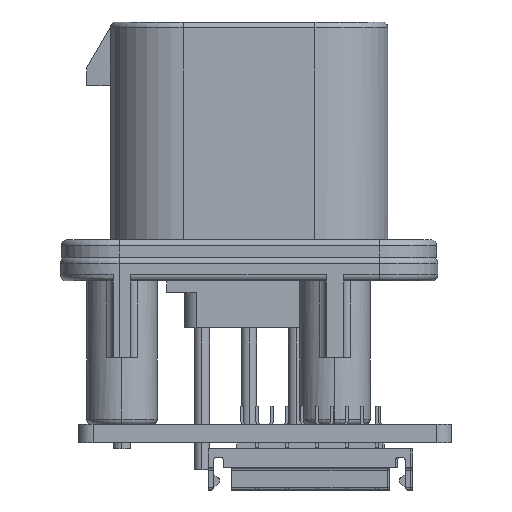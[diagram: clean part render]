
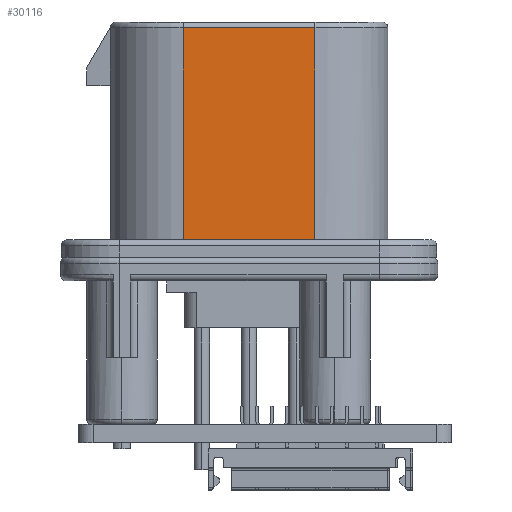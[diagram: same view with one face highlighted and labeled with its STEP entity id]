
A CAD part, left-side view. The second image highlights one B-rep face of the part: STEP entity #30116.
In plain terms, the highlighted planar face has unit normal (-1, 0, 0).
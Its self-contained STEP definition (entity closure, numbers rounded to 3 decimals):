
#29632 = EDGE_CURVE('',#29633,#29635,#29637,.T.);
#29633 = VERTEX_POINT('',#29634);
#29634 = CARTESIAN_POINT('',(-25.674,7.905,14.925));
#29635 = VERTEX_POINT('',#29636);
#29636 = CARTESIAN_POINT('',(-25.674,6.955,14.925));
#29637 = LINE('',#29638,#29639);
#29638 = CARTESIAN_POINT('',(-25.674,7.905,14.925));
#29639 = VECTOR('',#29640,1.);
#29640 = DIRECTION('',(0.,-1.,0.));
#29766 = VERTEX_POINT('',#29767);
#29767 = CARTESIAN_POINT('',(-25.674,-1.695,14.925));
#29774 = EDGE_CURVE('',#29766,#29775,#29777,.T.);
#29775 = VERTEX_POINT('',#29776);
#29776 = CARTESIAN_POINT('',(-25.674,-4.245,14.925));
#29777 = LINE('',#29778,#29779);
#29778 = CARTESIAN_POINT('',(-25.674,-1.695,14.925));
#29779 = VECTOR('',#29780,1.);
#29780 = DIRECTION('',(0.,-1.,0.));
#30116 = ADVANCED_FACE('',(#30117),#30176,.T.);
#30117 = FACE_BOUND('',#30118,.F.);
#30118 = EDGE_LOOP('',(#30119,#30129,#30135,#30136,#30144,#30152,#30163,
    #30169,#30170));
#30119 = ORIENTED_EDGE('',*,*,#30120,.T.);
#30120 = EDGE_CURVE('',#30121,#30123,#30125,.T.);
#30121 = VERTEX_POINT('',#30122);
#30122 = CARTESIAN_POINT('',(-25.674,6.955,33.675));
#30123 = VERTEX_POINT('',#30124);
#30124 = CARTESIAN_POINT('',(-25.674,-4.245,33.675));
#30125 = LINE('',#30126,#30127);
#30126 = CARTESIAN_POINT('',(-25.674,6.955,33.675));
#30127 = VECTOR('',#30128,1.);
#30128 = DIRECTION('',(0.,-1.,0.));
#30129 = ORIENTED_EDGE('',*,*,#30130,.T.);
#30130 = EDGE_CURVE('',#30123,#29775,#30131,.T.);
#30131 = LINE('',#30132,#30133);
#30132 = CARTESIAN_POINT('',(-25.674,-4.245,33.675));
#30133 = VECTOR('',#30134,1.);
#30134 = DIRECTION('',(0.,0.,-1.));
#30135 = ORIENTED_EDGE('',*,*,#29774,.F.);
#30136 = ORIENTED_EDGE('',*,*,#30137,.F.);
#30137 = EDGE_CURVE('',#30138,#29766,#30140,.T.);
#30138 = VERTEX_POINT('',#30139);
#30139 = CARTESIAN_POINT('',(-25.674,-1.695,14.675));
#30140 = LINE('',#30141,#30142);
#30141 = CARTESIAN_POINT('',(-25.674,-1.695,14.675));
#30142 = VECTOR('',#30143,1.);
#30143 = DIRECTION('',(0.,0.,1.));
#30144 = ORIENTED_EDGE('',*,*,#30145,.T.);
#30145 = EDGE_CURVE('',#30138,#30146,#30148,.T.);
#30146 = VERTEX_POINT('',#30147);
#30147 = CARTESIAN_POINT('',(-25.674,6.955,14.675));
#30148 = LINE('',#30149,#30150);
#30149 = CARTESIAN_POINT('',(-25.674,-1.695,14.675));
#30150 = VECTOR('',#30151,1.);
#30151 = DIRECTION('',(0.,1.,0.));
#30152 = ORIENTED_EDGE('',*,*,#30153,.F.);
#30153 = EDGE_CURVE('',#30154,#30146,#30156,.T.);
#30154 = VERTEX_POINT('',#30155);
#30155 = CARTESIAN_POINT('',(-25.674,7.905,14.416));
#30156 = B_SPLINE_CURVE_WITH_KNOTS('',3,(#30157,#30158,#30159,#30160,
    #30161,#30162),.UNSPECIFIED.,.F.,.F.,(4,1,1,4),(0.,0.333,
    0.667,1.),.UNSPECIFIED.);
#30157 = CARTESIAN_POINT('',(-25.674,7.905,14.416));
#30158 = CARTESIAN_POINT('',(-25.674,7.801,14.442));
#30159 = CARTESIAN_POINT('',(-25.674,7.593,14.496));
#30160 = CARTESIAN_POINT('',(-25.674,7.277,14.583));
#30161 = CARTESIAN_POINT('',(-25.674,7.063,14.644));
#30162 = CARTESIAN_POINT('',(-25.674,6.955,14.675));
#30163 = ORIENTED_EDGE('',*,*,#30164,.T.);
#30164 = EDGE_CURVE('',#30154,#29633,#30165,.T.);
#30165 = LINE('',#30166,#30167);
#30166 = CARTESIAN_POINT('',(-25.674,7.905,14.416));
#30167 = VECTOR('',#30168,1.);
#30168 = DIRECTION('',(0.,0.,1.));
#30169 = ORIENTED_EDGE('',*,*,#29632,.T.);
#30170 = ORIENTED_EDGE('',*,*,#30171,.F.);
#30171 = EDGE_CURVE('',#30121,#29635,#30172,.T.);
#30172 = LINE('',#30173,#30174);
#30173 = CARTESIAN_POINT('',(-25.674,6.955,33.675));
#30174 = VECTOR('',#30175,1.);
#30175 = DIRECTION('',(0.,0.,-1.));
#30176 = PLANE('',#30177);
#30177 = AXIS2_PLACEMENT_3D('',#30178,#30179,#30180);
#30178 = CARTESIAN_POINT('',(-25.674,6.955,34.175));
#30179 = DIRECTION('',(-1.,0.,0.));
#30180 = DIRECTION('',(0.,-1.,0.));
